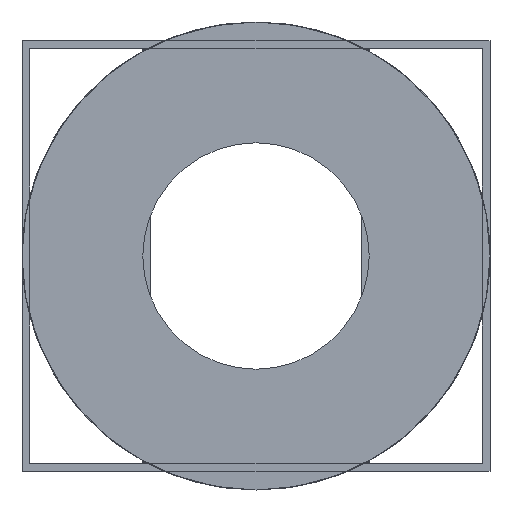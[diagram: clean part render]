
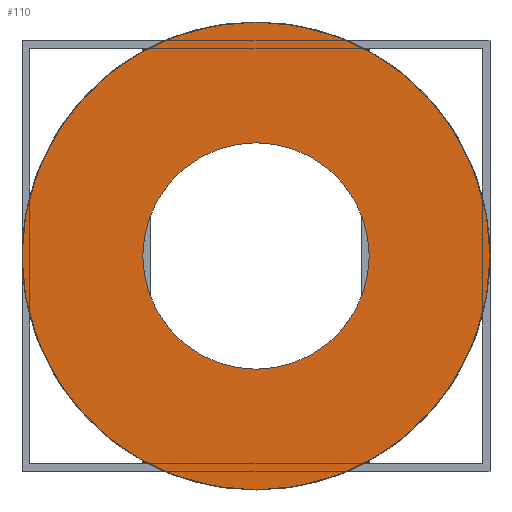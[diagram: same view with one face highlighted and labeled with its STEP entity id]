
A CAD part, front view. The second image highlights one B-rep face of the part: STEP entity #110.
In plain terms, the highlighted planar face has unit normal (0, -1, 0).
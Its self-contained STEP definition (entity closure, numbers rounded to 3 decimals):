
#44 = CIRCLE ( 'NONE', #1953, 31. ) ;
#48 = CARTESIAN_POINT ( 'NONE',  ( 0., -215., 0. ) ) ;
#75 = CIRCLE ( 'NONE', #1821, 15. ) ;
#80 = DIRECTION ( 'NONE',  ( 0., 0., 1. ) ) ;
#110 = ADVANCED_FACE ( 'NONE', ( #1057, #1707 ), #827, .F. ) ;
#151 = CARTESIAN_POINT ( 'NONE',  ( 0., -215., 0. ) ) ;
#177 = AXIS2_PLACEMENT_3D ( 'NONE', #1433, #1613, #543 ) ;
#232 = EDGE_LOOP ( 'NONE', ( #1830, #2159 ) ) ;
#284 = AXIS2_PLACEMENT_3D ( 'NONE', #1992, #1644, #80 ) ;
#365 = EDGE_CURVE ( 'NONE', #571, #1471, #75, .T. ) ;
#439 = EDGE_CURVE ( 'NONE', #1514, #1944, #805, .T. ) ;
#541 = DIRECTION ( 'NONE',  ( 0., 0., 1. ) ) ;
#543 = DIRECTION ( 'NONE',  ( 0., 0., 1. ) ) ;
#571 = VERTEX_POINT ( 'NONE', #1371 ) ;
#629 = ORIENTED_EDGE ( 'NONE', *, *, #693, .T. ) ;
#663 = DIRECTION ( 'NONE',  ( 0., 1., 0. ) ) ;
#693 = EDGE_CURVE ( 'NONE', #1471, #571, #1829, .T. ) ;
#713 = CARTESIAN_POINT ( 'NONE',  ( 0., -215., -31. ) ) ;
#805 = CIRCLE ( 'NONE', #284, 31. ) ;
#827 = PLANE ( 'NONE',  #1306 ) ;
#1057 = FACE_BOUND ( 'NONE', #1990, .T. ) ;
#1085 = DIRECTION ( 'NONE',  ( 0., 1., 0. ) ) ;
#1217 = CARTESIAN_POINT ( 'NONE',  ( 0., -215., -15. ) ) ;
#1306 = AXIS2_PLACEMENT_3D ( 'NONE', #151, #663, #1720 ) ;
#1371 = CARTESIAN_POINT ( 'NONE',  ( 0., -215., 15. ) ) ;
#1433 = CARTESIAN_POINT ( 'NONE',  ( 0., -215., 0. ) ) ;
#1471 = VERTEX_POINT ( 'NONE', #1217 ) ;
#1508 = DIRECTION ( 'NONE',  ( 0., 0., 1. ) ) ;
#1514 = VERTEX_POINT ( 'NONE', #2118 ) ;
#1613 = DIRECTION ( 'NONE',  ( 0., 1., 0. ) ) ;
#1644 = DIRECTION ( 'NONE',  ( 0., 1., 0. ) ) ;
#1707 = FACE_OUTER_BOUND ( 'NONE', #232, .T. ) ;
#1720 = DIRECTION ( 'NONE',  ( 0., 0., 1. ) ) ;
#1801 = CARTESIAN_POINT ( 'NONE',  ( 0., -215., 0. ) ) ;
#1821 = AXIS2_PLACEMENT_3D ( 'NONE', #48, #1085, #541 ) ;
#1829 = CIRCLE ( 'NONE', #177, 15. ) ;
#1830 = ORIENTED_EDGE ( 'NONE', *, *, #439, .F. ) ;
#1944 = VERTEX_POINT ( 'NONE', #713 ) ;
#1953 = AXIS2_PLACEMENT_3D ( 'NONE', #1801, #2175, #1508 ) ;
#1990 = EDGE_LOOP ( 'NONE', ( #2150, #629 ) ) ;
#1992 = CARTESIAN_POINT ( 'NONE',  ( 0., -215., 0. ) ) ;
#2072 = EDGE_CURVE ( 'NONE', #1944, #1514, #44, .T. ) ;
#2118 = CARTESIAN_POINT ( 'NONE',  ( 0., -215., 31. ) ) ;
#2150 = ORIENTED_EDGE ( 'NONE', *, *, #365, .T. ) ;
#2159 = ORIENTED_EDGE ( 'NONE', *, *, #2072, .F. ) ;
#2175 = DIRECTION ( 'NONE',  ( 0., 1., 0. ) ) ;
